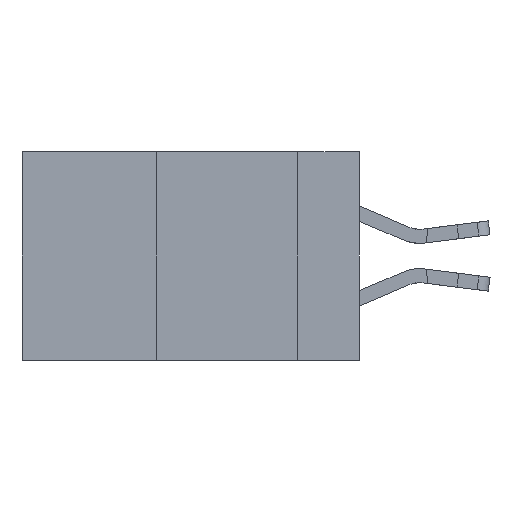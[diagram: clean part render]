
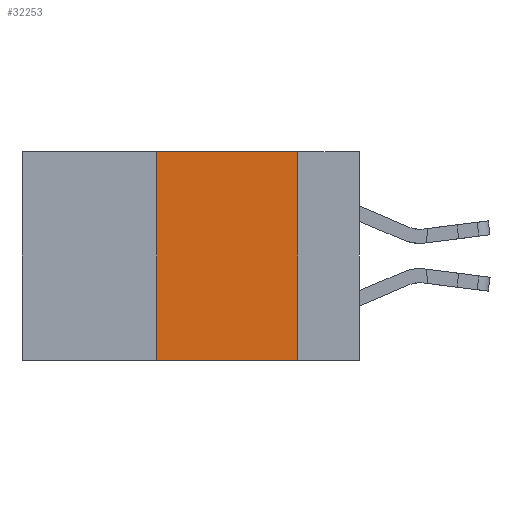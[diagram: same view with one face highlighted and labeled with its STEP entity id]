
A CAD part, left-side view. The second image highlights one B-rep face of the part: STEP entity #32253.
In plain terms, the highlighted planar face has unit normal (-1, 0, 0).
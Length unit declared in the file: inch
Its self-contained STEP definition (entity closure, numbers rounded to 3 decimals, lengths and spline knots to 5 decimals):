
#912 = DIRECTION ( 'NONE',  ( 0., 0., 1. ) ) ;
#5524 = DIRECTION ( 'NONE',  ( 0., -1., 0. ) ) ;
#6303 = ORIENTED_EDGE ( 'NONE', *, *, #27316, .F. ) ;
#6423 = PLANE ( 'NONE',  #19613 ) ;
#7682 = ORIENTED_EDGE ( 'NONE', *, *, #35300, .F. ) ;
#9879 = VECTOR ( 'NONE', #23223, 39.37008 ) ;
#12881 = ORIENTED_EDGE ( 'NONE', *, *, #27196, .T. ) ;
#14306 = CARTESIAN_POINT ( 'NONE',  ( 0., 0.11, -0.37 ) ) ;
#14759 = VERTEX_POINT ( 'NONE', #28697 ) ;
#16556 = LINE ( 'NONE', #22464, #32867 ) ;
#19613 = AXIS2_PLACEMENT_3D ( 'NONE', #22979, #23219, #31712 ) ;
#19698 = DIRECTION ( 'NONE',  ( 0., 0., -1. ) ) ;
#19880 = CARTESIAN_POINT ( 'NONE',  ( 0., 0.36, -0.37 ) ) ;
#20108 = CARTESIAN_POINT ( 'NONE',  ( 0., 0.6, 0. ) ) ;
#22453 = VERTEX_POINT ( 'NONE', #14306 ) ;
#22464 = CARTESIAN_POINT ( 'NONE',  ( 0., 0.6, -0.37 ) ) ;
#22979 = CARTESIAN_POINT ( 'NONE',  ( 0., 0.6, 0. ) ) ;
#23219 = DIRECTION ( 'NONE',  ( 1., 0., 0. ) ) ;
#23223 = DIRECTION ( 'NONE',  ( 0., -1., 0. ) ) ;
#23280 = CARTESIAN_POINT ( 'NONE',  ( 0., 0.36, 0. ) ) ;
#24493 = LINE ( 'NONE', #33773, #36444 ) ;
#25591 = FACE_OUTER_BOUND ( 'NONE', #29810, .T. ) ;
#26700 = CARTESIAN_POINT ( 'NONE',  ( 0., 0.36, 0. ) ) ;
#27088 = LINE ( 'NONE', #20108, #9879 ) ;
#27196 = EDGE_CURVE ( 'NONE', #30283, #22453, #16556, .T. ) ;
#27199 = EDGE_CURVE ( 'NONE', #14759, #22453, #24493, .T. ) ;
#27316 = EDGE_CURVE ( 'NONE', #30283, #34880, #33764, .T. ) ;
#28682 = ORIENTED_EDGE ( 'NONE', *, *, #27199, .F. ) ;
#28697 = CARTESIAN_POINT ( 'NONE',  ( 0., 0.11, 0. ) ) ;
#29810 = EDGE_LOOP ( 'NONE', ( #28682, #7682, #6303, #12881 ) ) ;
#30283 = VERTEX_POINT ( 'NONE', #19880 ) ;
#31112 = VECTOR ( 'NONE', #912, 39.37008 ) ;
#31712 = DIRECTION ( 'NONE',  ( 0., 0., -1. ) ) ;
#32253 = ADVANCED_FACE ( 'NONE', ( #25591 ), #6423, .F. ) ;
#32867 = VECTOR ( 'NONE', #5524, 39.37008 ) ;
#33764 = LINE ( 'NONE', #23280, #31112 ) ;
#33773 = CARTESIAN_POINT ( 'NONE',  ( 0., 0.11, 0. ) ) ;
#34880 = VERTEX_POINT ( 'NONE', #26700 ) ;
#35300 = EDGE_CURVE ( 'NONE', #34880, #14759, #27088, .T. ) ;
#36444 = VECTOR ( 'NONE', #19698, 39.37008 ) ;
